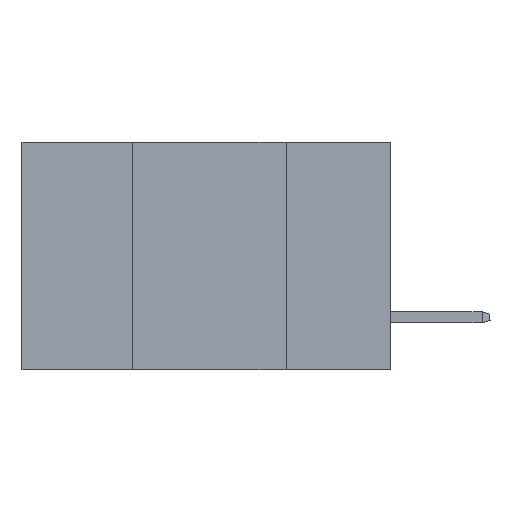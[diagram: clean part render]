
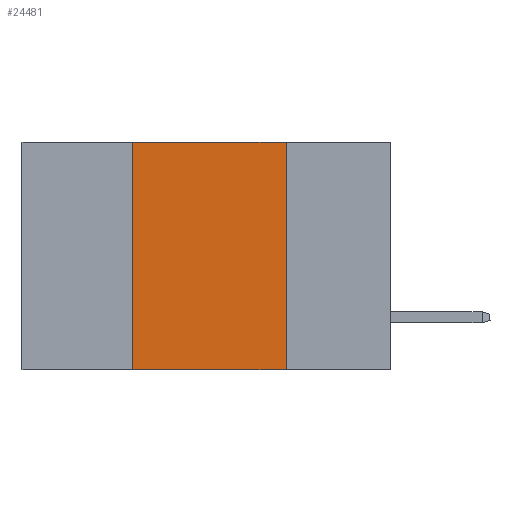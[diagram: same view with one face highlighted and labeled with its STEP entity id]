
A CAD part, left-side view. The second image highlights one B-rep face of the part: STEP entity #24481.
In plain terms, the highlighted planar face has unit normal (-1, 0, 0).
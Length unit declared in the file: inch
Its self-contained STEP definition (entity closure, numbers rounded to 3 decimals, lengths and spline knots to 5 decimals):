
#1332 = LINE ( 'NONE', #40744, #26268 ) ;
#2129 = DIRECTION ( 'NONE',  ( 0., -1., 0. ) ) ;
#5354 = CARTESIAN_POINT ( 'NONE',  ( 0., 0.17, 0. ) ) ;
#7519 = CARTESIAN_POINT ( 'NONE',  ( 0., 0.17, 0. ) ) ;
#8105 = CARTESIAN_POINT ( 'NONE',  ( 0., 0.42, 0. ) ) ;
#11715 = VERTEX_POINT ( 'NONE', #13039 ) ;
#13004 = EDGE_CURVE ( 'NONE', #43943, #11715, #43120, .T. ) ;
#13039 = CARTESIAN_POINT ( 'NONE',  ( 0., 0.17, -0.37 ) ) ;
#13351 = DIRECTION ( 'NONE',  ( 0., 0., -1. ) ) ;
#13460 = ORIENTED_EDGE ( 'NONE', *, *, #32939, .F. ) ;
#14020 = ORIENTED_EDGE ( 'NONE', *, *, #35719, .F. ) ;
#14637 = ORIENTED_EDGE ( 'NONE', *, *, #13004, .T. ) ;
#15496 = VERTEX_POINT ( 'NONE', #8105 ) ;
#16088 = PLANE ( 'NONE',  #42639 ) ;
#16248 = LINE ( 'NONE', #7519, #50270 ) ;
#16608 = VECTOR ( 'NONE', #2129, 39.37008 ) ;
#18884 = ORIENTED_EDGE ( 'NONE', *, *, #44584, .F. ) ;
#21579 = VERTEX_POINT ( 'NONE', #5354 ) ;
#22497 = VECTOR ( 'NONE', #26063, 39.37008 ) ;
#24481 = ADVANCED_FACE ( 'NONE', ( #27577 ), #16088, .F. ) ;
#25265 = CARTESIAN_POINT ( 'NONE',  ( 0., 0.6, 0. ) ) ;
#26063 = DIRECTION ( 'NONE',  ( 0., -1., 0. ) ) ;
#26268 = VECTOR ( 'NONE', #48519, 39.37008 ) ;
#27577 = FACE_OUTER_BOUND ( 'NONE', #47783, .T. ) ;
#28678 = DIRECTION ( 'NONE',  ( 1., 0., 0. ) ) ;
#32939 = EDGE_CURVE ( 'NONE', #43943, #15496, #1332, .T. ) ;
#34052 = DIRECTION ( 'NONE',  ( 0., 0., -1. ) ) ;
#35719 = EDGE_CURVE ( 'NONE', #21579, #11715, #16248, .T. ) ;
#36261 = CARTESIAN_POINT ( 'NONE',  ( 0., 0.6, 0. ) ) ;
#40744 = CARTESIAN_POINT ( 'NONE',  ( 0., 0.42, 0. ) ) ;
#42639 = AXIS2_PLACEMENT_3D ( 'NONE', #36261, #28678, #13351 ) ;
#43120 = LINE ( 'NONE', #44881, #22497 ) ;
#43943 = VERTEX_POINT ( 'NONE', #44965 ) ;
#44584 = EDGE_CURVE ( 'NONE', #15496, #21579, #49419, .T. ) ;
#44881 = CARTESIAN_POINT ( 'NONE',  ( 0., 0.6, -0.37 ) ) ;
#44965 = CARTESIAN_POINT ( 'NONE',  ( 0., 0.42, -0.37 ) ) ;
#47783 = EDGE_LOOP ( 'NONE', ( #14020, #18884, #13460, #14637 ) ) ;
#48519 = DIRECTION ( 'NONE',  ( 0., 0., 1. ) ) ;
#49419 = LINE ( 'NONE', #25265, #16608 ) ;
#50270 = VECTOR ( 'NONE', #34052, 39.37008 ) ;
